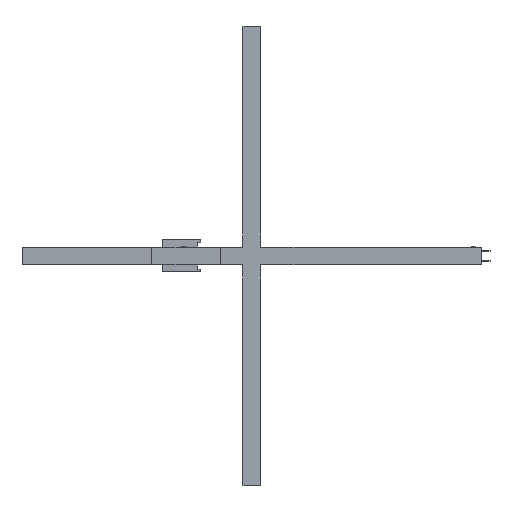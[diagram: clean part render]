
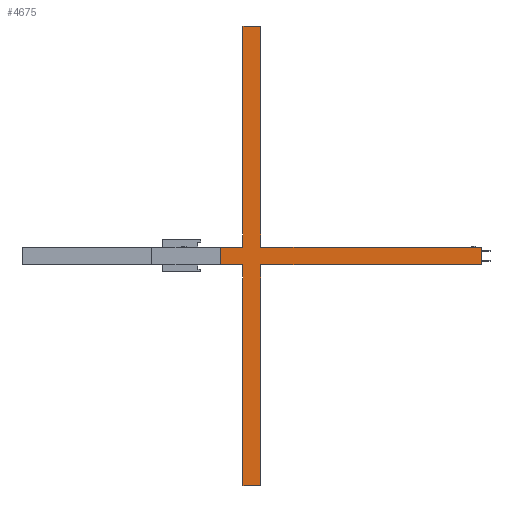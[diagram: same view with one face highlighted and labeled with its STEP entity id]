
A CAD part, front view. The second image highlights one B-rep face of the part: STEP entity #4675.
In plain terms, the highlighted free-form (B-spline) face has degree [1, 1] with [2, 2] control points.
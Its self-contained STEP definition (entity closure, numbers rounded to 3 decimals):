
#4675 = ADVANCED_FACE('',(#4676),#4762,.T.);
#4676 = FACE_BOUND('',#4677,.T.);
#4677 = EDGE_LOOP('',(#4678,#4687,#4694,#4701,#4708,#4715,#4722,#4729,
    #4736,#4743,#4750,#4757));
#4678 = ORIENTED_EDGE('',*,*,#4679,.F.);
#4679 = EDGE_CURVE('',#4680,#4682,#4684,.T.);
#4680 = VERTEX_POINT('',#4681);
#4681 = CARTESIAN_POINT('',(-634.996,-534.155,
    71.809));
#4682 = VERTEX_POINT('',#4683);
#4683 = CARTESIAN_POINT('',(-634.996,-534.155,
    132.511));
#4684 = B_SPLINE_CURVE_WITH_KNOTS('',1,(#4685,#4686),.UNSPECIFIED.,.F.,
  .F.,(2,2),(-31.992,31.835),.PIECEWISE_BEZIER_KNOTS.);
#4685 = CARTESIAN_POINT('',(-634.996,-534.155,
    71.809));
#4686 = CARTESIAN_POINT('',(-634.996,-534.155,
    132.511));
#4687 = ORIENTED_EDGE('',*,*,#4688,.F.);
#4688 = EDGE_CURVE('',#4689,#4680,#4691,.T.);
#4689 = VERTEX_POINT('',#4690);
#4690 = CARTESIAN_POINT('',(-558.609,-534.155,
    71.809));
#4691 = B_SPLINE_CURVE_WITH_KNOTS('',1,(#4692,#4693),.UNSPECIFIED.,.F.,
  .F.,(2,2),(0.,80.319),.PIECEWISE_BEZIER_KNOTS.);
#4692 = CARTESIAN_POINT('',(-558.609,-534.155,
    71.809));
#4693 = CARTESIAN_POINT('',(-634.996,-534.155,
    71.809));
#4694 = ORIENTED_EDGE('',*,*,#4695,.F.);
#4695 = EDGE_CURVE('',#4696,#4689,#4698,.T.);
#4696 = VERTEX_POINT('',#4697);
#4697 = CARTESIAN_POINT('',(-558.609,-534.155,
    -677.782));
#4698 = B_SPLINE_CURVE_WITH_KNOTS('',1,(#4699,#4700),.UNSPECIFIED.,.F.,
  .F.,(2,2),(-788.174,0.),.PIECEWISE_BEZIER_KNOTS.);
#4699 = CARTESIAN_POINT('',(-558.609,-534.155,
    -677.782));
#4700 = CARTESIAN_POINT('',(-558.609,-534.155,
    71.809));
#4701 = ORIENTED_EDGE('',*,*,#4702,.F.);
#4702 = EDGE_CURVE('',#4703,#4696,#4705,.T.);
#4703 = VERTEX_POINT('',#4704);
#4704 = CARTESIAN_POINT('',(-497.907,-534.155,
    -677.782));
#4705 = B_SPLINE_CURVE_WITH_KNOTS('',1,(#4706,#4707),.UNSPECIFIED.,.F.,
  .F.,(2,2),(-63.827,0.),.PIECEWISE_BEZIER_KNOTS.);
#4706 = CARTESIAN_POINT('',(-497.907,-534.155,
    -677.782));
#4707 = CARTESIAN_POINT('',(-558.609,-534.155,
    -677.782));
#4708 = ORIENTED_EDGE('',*,*,#4709,.F.);
#4709 = EDGE_CURVE('',#4710,#4703,#4712,.T.);
#4710 = VERTEX_POINT('',#4711);
#4711 = CARTESIAN_POINT('',(-497.907,-534.155,
    71.809));
#4712 = B_SPLINE_CURVE_WITH_KNOTS('',1,(#4713,#4714),.UNSPECIFIED.,.F.,
  .F.,(2,2),(-288.174,500.),.PIECEWISE_BEZIER_KNOTS.);
#4713 = CARTESIAN_POINT('',(-497.907,-534.155,
    71.809));
#4714 = CARTESIAN_POINT('',(-497.907,-534.155,
    -677.782));
#4715 = ORIENTED_EDGE('',*,*,#4716,.F.);
#4716 = EDGE_CURVE('',#4717,#4710,#4719,.T.);
#4717 = VERTEX_POINT('',#4718);
#4718 = CARTESIAN_POINT('',(251.684,-534.155,
    71.809));
#4719 = B_SPLINE_CURVE_WITH_KNOTS('',1,(#4720,#4721),.UNSPECIFIED.,.F.,
  .F.,(2,2),(-500.,288.174),.PIECEWISE_BEZIER_KNOTS.);
#4720 = CARTESIAN_POINT('',(251.684,-534.155,
    71.809));
#4721 = CARTESIAN_POINT('',(-497.907,-534.155,
    71.809));
#4722 = ORIENTED_EDGE('',*,*,#4723,.F.);
#4723 = EDGE_CURVE('',#4724,#4717,#4726,.T.);
#4724 = VERTEX_POINT('',#4725);
#4725 = CARTESIAN_POINT('',(251.684,-534.155,
    132.511));
#4726 = B_SPLINE_CURVE_WITH_KNOTS('',1,(#4727,#4728),.UNSPECIFIED.,.F.,
  .F.,(2,2),(-63.827,0.),.PIECEWISE_BEZIER_KNOTS.);
#4727 = CARTESIAN_POINT('',(251.684,-534.155,
    132.511));
#4728 = CARTESIAN_POINT('',(251.684,-534.155,
    71.809));
#4729 = ORIENTED_EDGE('',*,*,#4730,.F.);
#4730 = EDGE_CURVE('',#4731,#4724,#4733,.T.);
#4731 = VERTEX_POINT('',#4732);
#4732 = CARTESIAN_POINT('',(-497.907,-534.155,
    132.511));
#4733 = B_SPLINE_CURVE_WITH_KNOTS('',1,(#4734,#4735),.UNSPECIFIED.,.F.,
  .F.,(2,2),(-288.174,500.),.PIECEWISE_BEZIER_KNOTS.);
#4734 = CARTESIAN_POINT('',(-497.907,-534.155,
    132.511));
#4735 = CARTESIAN_POINT('',(251.684,-534.155,
    132.511));
#4736 = ORIENTED_EDGE('',*,*,#4737,.F.);
#4737 = EDGE_CURVE('',#4738,#4731,#4740,.T.);
#4738 = VERTEX_POINT('',#4739);
#4739 = CARTESIAN_POINT('',(-497.907,-534.155,
    882.102));
#4740 = B_SPLINE_CURVE_WITH_KNOTS('',1,(#4741,#4742),.UNSPECIFIED.,.F.,
  .F.,(2,2),(-500.,288.174),.PIECEWISE_BEZIER_KNOTS.);
#4741 = CARTESIAN_POINT('',(-497.907,-534.155,
    882.102));
#4742 = CARTESIAN_POINT('',(-497.907,-534.155,
    132.511));
#4743 = ORIENTED_EDGE('',*,*,#4744,.F.);
#4744 = EDGE_CURVE('',#4745,#4738,#4747,.T.);
#4745 = VERTEX_POINT('',#4746);
#4746 = CARTESIAN_POINT('',(-558.609,-534.155,
    882.102));
#4747 = B_SPLINE_CURVE_WITH_KNOTS('',1,(#4748,#4749),.UNSPECIFIED.,.F.,
  .F.,(2,2),(-63.827,0.),.PIECEWISE_BEZIER_KNOTS.);
#4748 = CARTESIAN_POINT('',(-558.609,-534.155,
    882.102));
#4749 = CARTESIAN_POINT('',(-497.907,-534.155,
    882.102));
#4750 = ORIENTED_EDGE('',*,*,#4751,.F.);
#4751 = EDGE_CURVE('',#4752,#4745,#4754,.T.);
#4752 = VERTEX_POINT('',#4753);
#4753 = CARTESIAN_POINT('',(-558.609,-534.155,
    132.511));
#4754 = B_SPLINE_CURVE_WITH_KNOTS('',1,(#4755,#4756),.UNSPECIFIED.,.F.,
  .F.,(2,2),(-288.174,500.),.PIECEWISE_BEZIER_KNOTS.);
#4755 = CARTESIAN_POINT('',(-558.609,-534.155,
    132.511));
#4756 = CARTESIAN_POINT('',(-558.609,-534.155,
    882.102));
#4757 = ORIENTED_EDGE('',*,*,#4758,.T.);
#4758 = EDGE_CURVE('',#4752,#4682,#4759,.T.);
#4759 = B_SPLINE_CURVE_WITH_KNOTS('',1,(#4760,#4761),.UNSPECIFIED.,.F.,
  .F.,(2,2),(-232.932,-152.614),.PIECEWISE_BEZIER_KNOTS.);
#4760 = CARTESIAN_POINT('',(-558.609,-534.155,
    132.511));
#4761 = CARTESIAN_POINT('',(-634.996,-534.155,
    132.511));
#4762 = B_SPLINE_SURFACE_WITH_KNOTS('',1,1,(
    (#4763,#4764)
    ,(#4765,#4766
    )),.UNSPECIFIED.,.F.,.F.,.F.,(2,2),(2,2),(-1084.933,
    -152.614),(-820.009,820.165),
  .PIECEWISE_BEZIER_KNOTS.);
#4763 = CARTESIAN_POINT('',(251.684,-534.155,
    882.102));
#4764 = CARTESIAN_POINT('',(251.684,-534.155,
    -677.782));
#4765 = CARTESIAN_POINT('',(-634.996,-534.155,
    882.102));
#4766 = CARTESIAN_POINT('',(-634.996,-534.155,
    -677.782));
